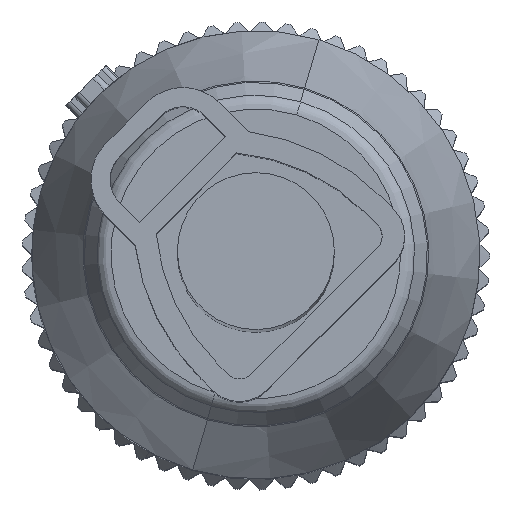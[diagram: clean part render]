
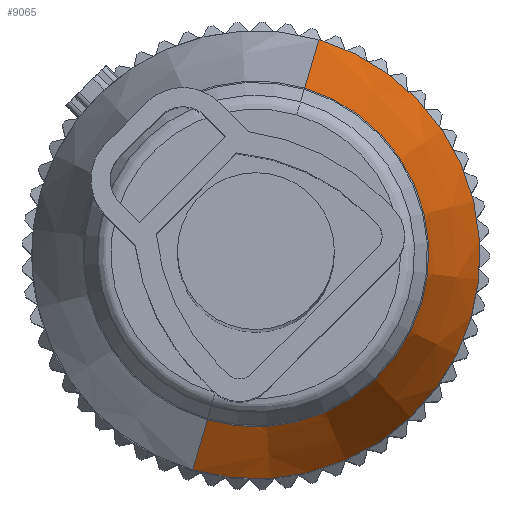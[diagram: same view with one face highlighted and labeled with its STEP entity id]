
A CAD part, top view. The second image highlights one B-rep face of the part: STEP entity #9065.
In plain terms, the highlighted conical face has half-angle 18 degrees and reference radius 4.9 mm.
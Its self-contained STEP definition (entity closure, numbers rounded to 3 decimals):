
#9001=AXIS2_PLACEMENT_3D('Circle Axis2P3D',#8999,#9000,$) ;
#9038=AXIS2_PLACEMENT_3D('Cone Axis2P3D',#9035,#9036,#9037) ;
#9042=AXIS2_PLACEMENT_3D('Circle Axis2P3D',#9040,#9041,$) ;
#8999=CARTESIAN_POINT('Axis2P3D Location',(7.293,7.299,27.459)) ;
#9003=CARTESIAN_POINT('Vertex',(5.322,0.582,27.459)) ;
#9005=CARTESIAN_POINT('Vertex',(9.264,14.016,27.459)) ;
#9035=CARTESIAN_POINT('Axis2P3D Location',(7.293,7.299,33.922)) ;
#9040=CARTESIAN_POINT('Axis2P3D Location',(7.293,7.299,33.922)) ;
#9044=CARTESIAN_POINT('Vertex',(5.913,2.597,33.922)) ;
#9046=CARTESIAN_POINT('Vertex',(8.673,12.001,33.922)) ;
#9049=CARTESIAN_POINT('Line Origine',(5.618,1.59,30.69)) ;
#9054=CARTESIAN_POINT('Line Origine',(8.968,13.008,30.69)) ;
#9000=DIRECTION('Axis2P3D Direction',(0.,0.,1.)) ;
#9036=DIRECTION('Axis2P3D Direction',(0.,0.,-1.)) ;
#9037=DIRECTION('Axis2P3D XDirection',(0.282,0.96,0.)) ;
#9041=DIRECTION('Axis2P3D Direction',(0.,0.,-1.)) ;
#9050=DIRECTION('Vector Direction',(-0.087,-0.297,-0.951)) ;
#9055=DIRECTION('Vector Direction',(0.087,0.297,-0.951)) ;
#9051=VECTOR('Line Direction',#9050,1.) ;
#9056=VECTOR('Line Direction',#9055,1.) ;
#9060=ORIENTED_EDGE('',*,*,#9048,.F.) ;
#9061=ORIENTED_EDGE('',*,*,#9053,.T.) ;
#9062=ORIENTED_EDGE('',*,*,#9007,.T.) ;
#9063=ORIENTED_EDGE('',*,*,#9058,.F.) ;
#9065=ADVANCED_FACE('Hauptk\X2\00F6\X0\rper',(#9064),#9039,.T.) ;
#9002=CIRCLE('generated circle',#9001,7.) ;
#9043=CIRCLE('generated circle',#9042,4.9) ;
#9039=CONICAL_SURFACE('Cone',#9038,4.9,0.314) ;
#9007=EDGE_CURVE('',#9004,#9006,#9002,.T.) ;
#9048=EDGE_CURVE('',#9045,#9047,#9043,.F.) ;
#9053=EDGE_CURVE('',#9045,#9004,#9052,.T.) ;
#9058=EDGE_CURVE('',#9047,#9006,#9057,.T.) ;
#9059=EDGE_LOOP('',(#9060,#9061,#9062,#9063)) ;
#9064=FACE_OUTER_BOUND('',#9059,.T.) ;
#9052=LINE('Line',#9049,#9051) ;
#9057=LINE('Line',#9054,#9056) ;
#9004=VERTEX_POINT('',#9003) ;
#9006=VERTEX_POINT('',#9005) ;
#9045=VERTEX_POINT('',#9044) ;
#9047=VERTEX_POINT('',#9046) ;
